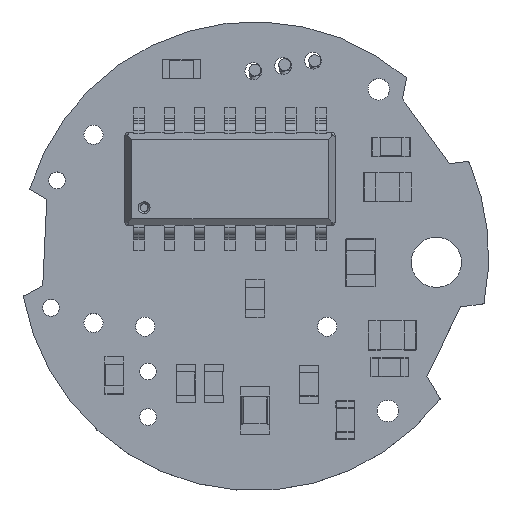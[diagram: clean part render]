
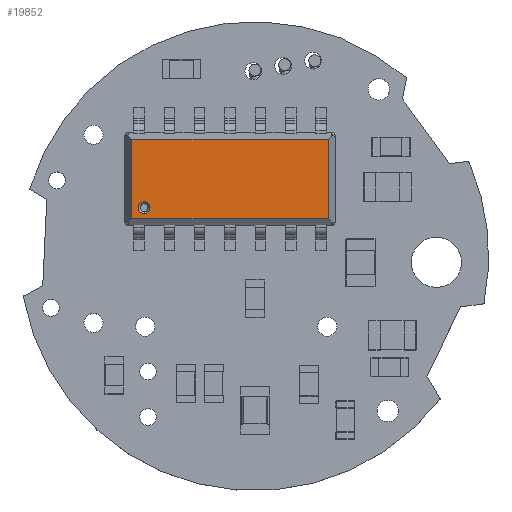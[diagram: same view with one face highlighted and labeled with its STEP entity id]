
A CAD part, top view. The second image highlights one B-rep face of the part: STEP entity #19852.
In plain terms, the highlighted planar face has unit normal (0, 0, 1).
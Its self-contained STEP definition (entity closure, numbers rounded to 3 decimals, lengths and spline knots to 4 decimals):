
#19852 = ADVANCED_FACE('',(#19853,#19873),#19907,.F.);
#19853 = FACE_BOUND('',#19854,.T.);
#19854 = EDGE_LOOP('',(#19855,#19866));
#19855 = ORIENTED_EDGE('',*,*,#19856,.F.);
#19856 = EDGE_CURVE('',#19857,#19859,#19861,.T.);
#19857 = VERTEX_POINT('',#19858);
#19858 = CARTESIAN_POINT('',(-4.616,2.2758,1.7));
#19859 = VERTEX_POINT('',#19860);
#19860 = CARTESIAN_POINT('',(-4.616,1.7758,1.7));
#19861 = CIRCLE('',#19862,0.25);
#19862 = AXIS2_PLACEMENT_3D('',#19863,#19864,#19865);
#19863 = CARTESIAN_POINT('',(-4.616,2.0258,1.7));
#19864 = DIRECTION('',(0.,0.,1.));
#19865 = DIRECTION('',(0.,1.,0.));
#19866 = ORIENTED_EDGE('',*,*,#19867,.F.);
#19867 = EDGE_CURVE('',#19859,#19857,#19868,.T.);
#19868 = CIRCLE('',#19869,0.25);
#19869 = AXIS2_PLACEMENT_3D('',#19870,#19871,#19872);
#19870 = CARTESIAN_POINT('',(-4.616,2.0258,1.7));
#19871 = DIRECTION('',(0.,0.,1.));
#19872 = DIRECTION('',(0.,1.,0.));
#19873 = FACE_BOUND('',#19874,.T.);
#19874 = EDGE_LOOP('',(#19875,#19885,#19893,#19901));
#19875 = ORIENTED_EDGE('',*,*,#19876,.T.);
#19876 = EDGE_CURVE('',#19877,#19879,#19881,.T.);
#19877 = VERTEX_POINT('',#19878);
#19878 = CARTESIAN_POINT('',(-5.1248,4.8846,1.7));
#19879 = VERTEX_POINT('',#19880);
#19880 = CARTESIAN_POINT('',(-5.1248,1.567,1.7));
#19881 = LINE('',#19882,#19883);
#19882 = CARTESIAN_POINT('',(-5.1248,1.4258,1.7));
#19883 = VECTOR('',#19884,1.);
#19884 = DIRECTION('',(0.,-1.,0.));
#19885 = ORIENTED_EDGE('',*,*,#19886,.T.);
#19886 = EDGE_CURVE('',#19879,#19887,#19889,.T.);
#19887 = VERTEX_POINT('',#19888);
#19888 = CARTESIAN_POINT('',(3.0928,1.567,1.7));
#19889 = LINE('',#19890,#19891);
#19890 = CARTESIAN_POINT('',(-5.266,1.567,1.7));
#19891 = VECTOR('',#19892,1.);
#19892 = DIRECTION('',(1.,0.,0.));
#19893 = ORIENTED_EDGE('',*,*,#19894,.T.);
#19894 = EDGE_CURVE('',#19887,#19895,#19897,.T.);
#19895 = VERTEX_POINT('',#19896);
#19896 = CARTESIAN_POINT('',(3.0928,4.8846,1.7));
#19897 = LINE('',#19898,#19899);
#19898 = CARTESIAN_POINT('',(3.0928,1.4258,1.7));
#19899 = VECTOR('',#19900,1.);
#19900 = DIRECTION('',(0.,1.,0.));
#19901 = ORIENTED_EDGE('',*,*,#19902,.T.);
#19902 = EDGE_CURVE('',#19895,#19877,#19903,.T.);
#19903 = LINE('',#19904,#19905);
#19904 = CARTESIAN_POINT('',(-5.266,4.8846,1.7));
#19905 = VECTOR('',#19906,1.);
#19906 = DIRECTION('',(-1.,0.,0.));
#19907 = PLANE('',#19908);
#19908 = AXIS2_PLACEMENT_3D('',#19909,#19910,#19911);
#19909 = CARTESIAN_POINT('',(-5.266,1.4258,1.7));
#19910 = DIRECTION('',(0.,0.,-1.));
#19911 = DIRECTION('',(0.,-1.,0.));
